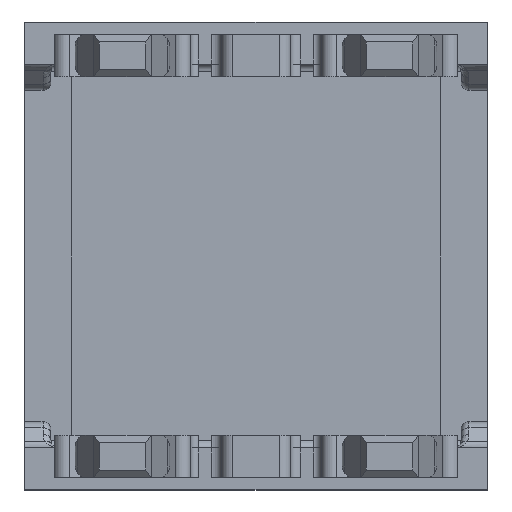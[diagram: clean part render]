
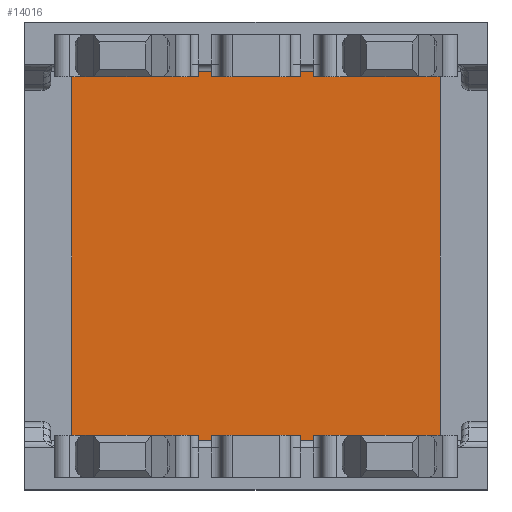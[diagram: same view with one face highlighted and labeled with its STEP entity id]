
A CAD part, front view. The second image highlights one B-rep face of the part: STEP entity #14016.
In plain terms, the highlighted face is planar.
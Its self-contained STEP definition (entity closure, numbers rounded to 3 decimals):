
#473 = CARTESIAN_POINT ( 'NONE',  ( 3.5, -3.5, 0. ) ) ;
#682 = VERTEX_POINT ( 'NONE', #3134 ) ;
#1041 = ORIENTED_EDGE ( 'NONE', *, *, #16211, .F. ) ;
#2057 = DIRECTION ( 'NONE',  ( -1., 0., 0. ) ) ;
#3086 = ORIENTED_EDGE ( 'NONE', *, *, #9509, .F. ) ;
#3102 = CARTESIAN_POINT ( 'NONE',  ( -3.5, 3.5, 0. ) ) ;
#3134 = CARTESIAN_POINT ( 'NONE',  ( 3.5, 3.5, 0. ) ) ;
#3553 = DIRECTION ( 'NONE',  ( 0., 0., 1. ) ) ;
#6016 = VERTEX_POINT ( 'NONE', #17576 ) ;
#6052 = EDGE_CURVE ( 'NONE', #6016, #8802, #10518, .T. ) ;
#6319 = CARTESIAN_POINT ( 'NONE',  ( -3.5, -3.5, 0. ) ) ;
#7665 = LINE ( 'NONE', #3102, #8639 ) ;
#7675 = VECTOR ( 'NONE', #2057, 1000. ) ;
#7775 = PLANE ( 'NONE',  #13583 ) ;
#8451 = ORIENTED_EDGE ( 'NONE', *, *, #11052, .F. ) ;
#8639 = VECTOR ( 'NONE', #8684, 1000. ) ;
#8684 = DIRECTION ( 'NONE',  ( 0., -1., 0. ) ) ;
#8802 = VERTEX_POINT ( 'NONE', #473 ) ;
#9006 = LINE ( 'NONE', #12225, #13418 ) ;
#9509 = EDGE_CURVE ( 'NONE', #8802, #682, #9006, .T. ) ;
#9699 = VERTEX_POINT ( 'NONE', #17056 ) ;
#10518 = LINE ( 'NONE', #6319, #16622 ) ;
#10702 = DIRECTION ( 'NONE',  ( 1., 0., 0. ) ) ;
#11052 = EDGE_CURVE ( 'NONE', #9699, #6016, #7665, .T. ) ;
#11953 = EDGE_LOOP ( 'NONE', ( #8451, #1041, #3086, #14831 ) ) ;
#12133 = DIRECTION ( 'NONE',  ( 0., 1., 0. ) ) ;
#12225 = CARTESIAN_POINT ( 'NONE',  ( 3.5, 3.5, 0. ) ) ;
#13418 = VECTOR ( 'NONE', #12133, 1000. ) ;
#13583 = AXIS2_PLACEMENT_3D ( 'NONE', #17303, #3553, #16110 ) ;
#14016 = ADVANCED_FACE ( 'NONE', ( #17668 ), #7775, .F. ) ;
#14611 = LINE ( 'NONE', #14696, #7675 ) ;
#14696 = CARTESIAN_POINT ( 'NONE',  ( -3.5, 3.5, 0. ) ) ;
#14831 = ORIENTED_EDGE ( 'NONE', *, *, #6052, .F. ) ;
#16110 = DIRECTION ( 'NONE',  ( 1., 0., 0. ) ) ;
#16211 = EDGE_CURVE ( 'NONE', #682, #9699, #14611, .T. ) ;
#16622 = VECTOR ( 'NONE', #10702, 1000. ) ;
#17056 = CARTESIAN_POINT ( 'NONE',  ( -3.5, 3.5, 0. ) ) ;
#17303 = CARTESIAN_POINT ( 'NONE',  ( -3.5, -3.5, 0. ) ) ;
#17576 = CARTESIAN_POINT ( 'NONE',  ( -3.5, -3.5, 0. ) ) ;
#17668 = FACE_OUTER_BOUND ( 'NONE', #11953, .T. ) ;
